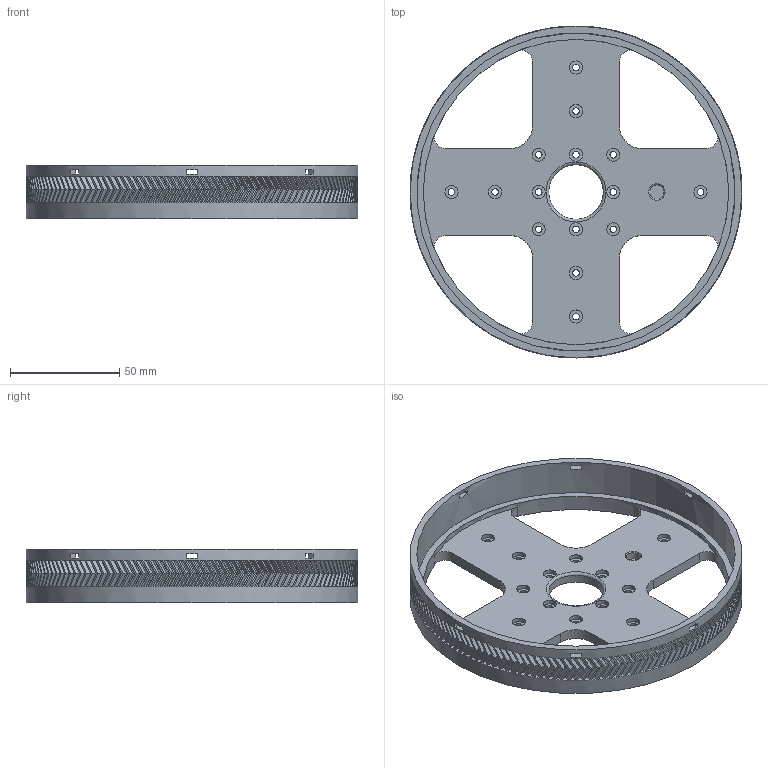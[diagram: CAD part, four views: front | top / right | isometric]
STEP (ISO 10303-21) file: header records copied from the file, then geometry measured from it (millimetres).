
FILE_DESCRIPTION(/* description */ (''),/* implementation_level */ '2;1');
FILE_NAME(/* name */ 'PTZ - 144 Tooth Herringbone Gear Base Mount.step',/* time_stamp */ '2020-12-13T18:29:31+00:00',/* author */ (''),/* organization */ (''),/* preprocessor_version */ 'ST-DEVELOPER v18.1',/* originating_system */ 'Autodesk Translation Framework v9.7.0.1280',/* authorisation */ '');
FILE_SCHEMA (('AUTOMOTIVE_DESIGN { 1 0 10303 214 3 1 1 }'));
Products named in the file (1): PTZ - 144 Tooth Herringbone Gear Base Mount
Bounding box: 152.13 x 152.13 x 24.5 mm (x, y, z)
Volume: 83880.8 mm3; surface area: 55417.6 mm2
Topology: 1 solids, 1 shells, 1264 faces, 3026 edges, 1921 vertices
Faces by surface type: bspline 864, plane 349, cylinder 49, torus 1, cone 1
Full cylindrical faces by diameter (mm): 3 x15, 3.2 x1, 6 x15, 6.5 x1, 25 x1, 140 x1, 146 x1, 152.133 x1
Entity records: 51469 total; most frequent: CARTESIAN_POINT 26968, ORIENTED_EDGE 6052, EDGE_CURVE 3026, DIRECTION 2670, B_SPLINE_CURVE_WITH_KNOTS 2020, VERTEX_POINT 1921, EDGE_LOOP 1477, FACE_OUTER_BOUND 1264
